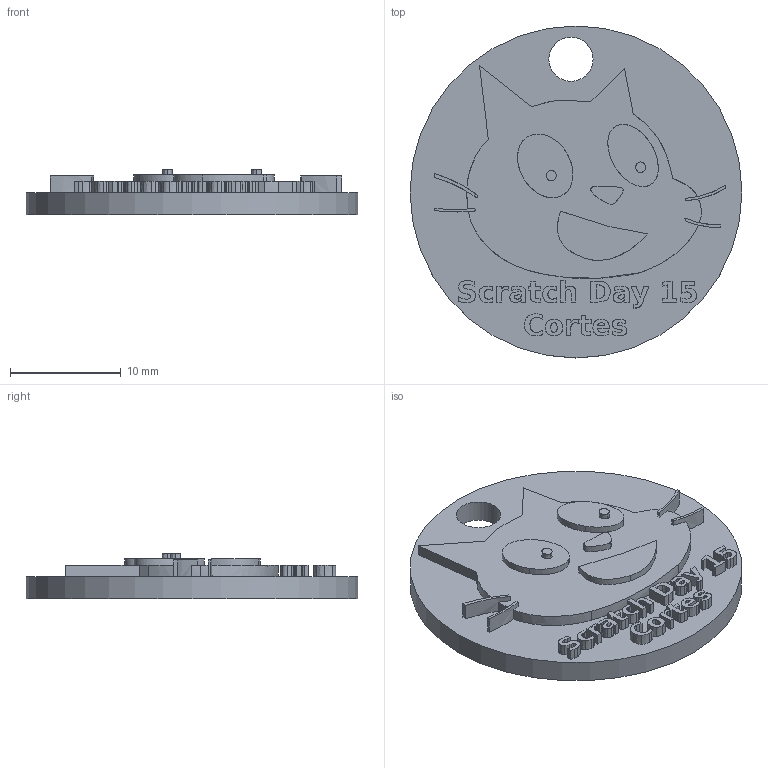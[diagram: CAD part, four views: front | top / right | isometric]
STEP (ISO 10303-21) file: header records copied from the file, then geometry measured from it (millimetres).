
FILE_DESCRIPTION(('FreeCAD Model'),'2;1');
FILE_NAME( 'medallascratch.step', '2015-03-17T11:56:18',('FreeCAD'),('FreeCAD'), 'Open CASCADE STEP processor 6.5','FreeCAD','Unknown');
FILE_SCHEMA(('AUTOMOTIVE_DESIGN_CC2 { 1 2 10303 214 -1 1 5 4 }'));
Length unit declared in the file: millimetre
Products named in the file (1): MedallaScratch
Bounding box: 30 x 30 x 4.1 mm (x, y, z)
Volume: 1738.7 mm3; surface area: 1889.7 mm2
Topology: 1 solids, 1 shells, 453 faces, 1282 edges, 862 vertices
Faces by surface type: extrusion 274, plane 166, cylinder 10, bspline 3
Full cylindrical faces by diameter (mm): 4 x1, 30 x1
Entity records: 46442 total; most frequent: CARTESIAN_POINT 23030, DIRECTION 3258, VECTOR 2772, ORIENTED_EDGE 2564, PCURVE 2564, DEFINITIONAL_REPRESENTATION 2564, LINE 2498, B_SPLINE_CURVE_WITH_KNOTS 1514
